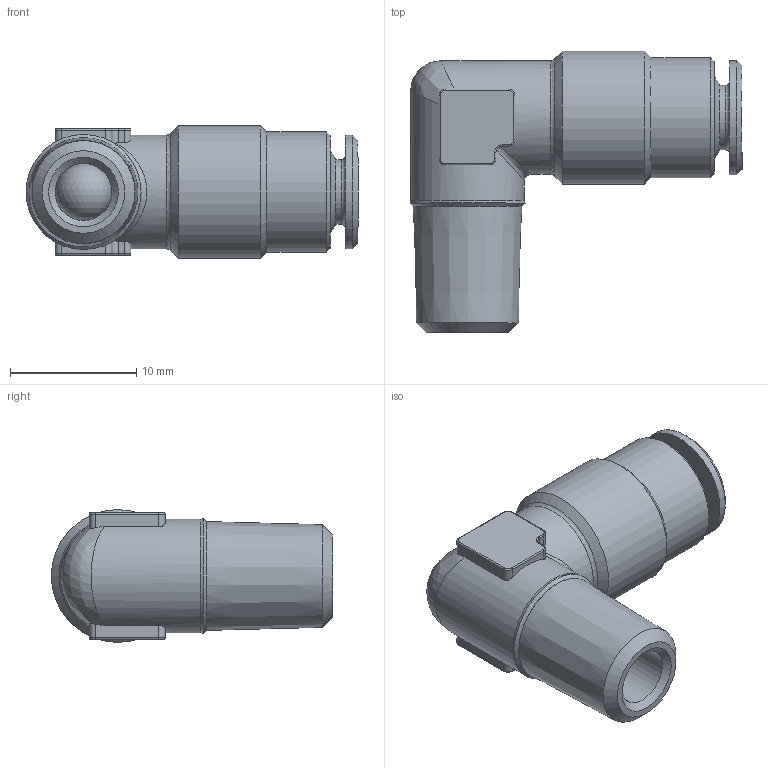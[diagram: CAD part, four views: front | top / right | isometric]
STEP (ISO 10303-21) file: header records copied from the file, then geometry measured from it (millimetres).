
FILE_DESCRIPTION(/* description */ ('STEP AP214'),/* implementation_level */ '2;1');
FILE_NAME(/* name */ 'H0040510',/* time_stamp */ '2023-05-10T14:40:00+02:00',/* author */ ('License CC BY-ND 4.0'),/* organization */ ('CADENAS'),/* preprocessor_version */ 'ST-DEVELOPER v19.3',/* originating_system */ 'PARTsolutions',/* authorisation */ ' ');
FILE_SCHEMA (('AUTOMOTIVE_DESIGN {1 0 10303 214 3 1 1}'));
Length unit declared in the file: millimetre
Products named in the file (1): H0040510
Bounding box: 26.25 x 22.25 x 10.5 mm (x, y, z)
Volume: 2069.5 mm3; surface area: 1806.9 mm2
Topology: 1 solids, 1 shells, 81 faces, 198 edges, 119 vertices
Faces by surface type: cylinder 34, plane 18, torus 15, cone 11, bspline 2, sphere 1
Full cylindrical faces by diameter (mm): 2.5 x1, 4.15 x1, 4.5 x1, 5.1 x1, 8.6 x1, 9 x3, 9.5 x1, 10.5 x1
Entity records: 2951 total; most frequent: CARTESIAN_POINT 633, DIRECTION 376, ORIENTED_EDGE 322, EDGE_CURVE 161, AXIS2_PLACEMENT_3D 160, EDGE_LOOP 109, FACE_BOUND 109, VERTEX_POINT 108
